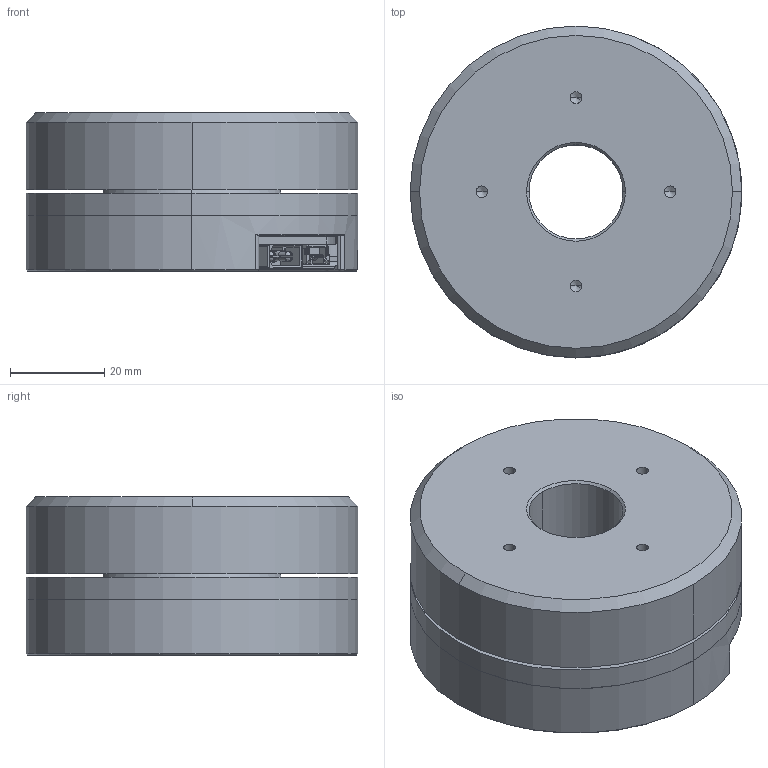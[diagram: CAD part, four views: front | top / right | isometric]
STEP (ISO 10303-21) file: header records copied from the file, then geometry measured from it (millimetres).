
FILE_DESCRIPTION (( 'STEP AP203' ), '1' );
FILE_NAME ('AJD05010015-GL60II-KV28-喷砂钛色-常规标-标准包装.STEP', '2025-02-25T03:06:39', ( '' ), ( '' ), 'SwSTEP 2.0', 'SolidWorks 2022', '' );
FILE_SCHEMA (( 'CONFIG_CONTROL_DESIGN' ));
Length unit declared in the file: millimetre
Products named in the file (1): AJD05010015-GL60II-KV28-喷砂钛色-常规标-标准包装
Bounding box: 70.5 x 70.5 x 33.6 mm (x, y, z)
Volume: 76312.8 mm3; surface area: 43523.7 mm2
Topology: 9 solids, 12 shells, 1590 faces, 4047 edges, 2527 vertices
Faces by surface type: plane 780, cylinder 475, cone 266, torus 47, bspline 22
Entity records: 49386 total; most frequent: CARTESIAN_POINT 10154, DIRECTION 8360, ORIENTED_EDGE 8066, EDGE_CURVE 4033, AXIS2_PLACEMENT_3D 2908, VECTOR 2544, LINE 2544, VERTEX_POINT 2527
